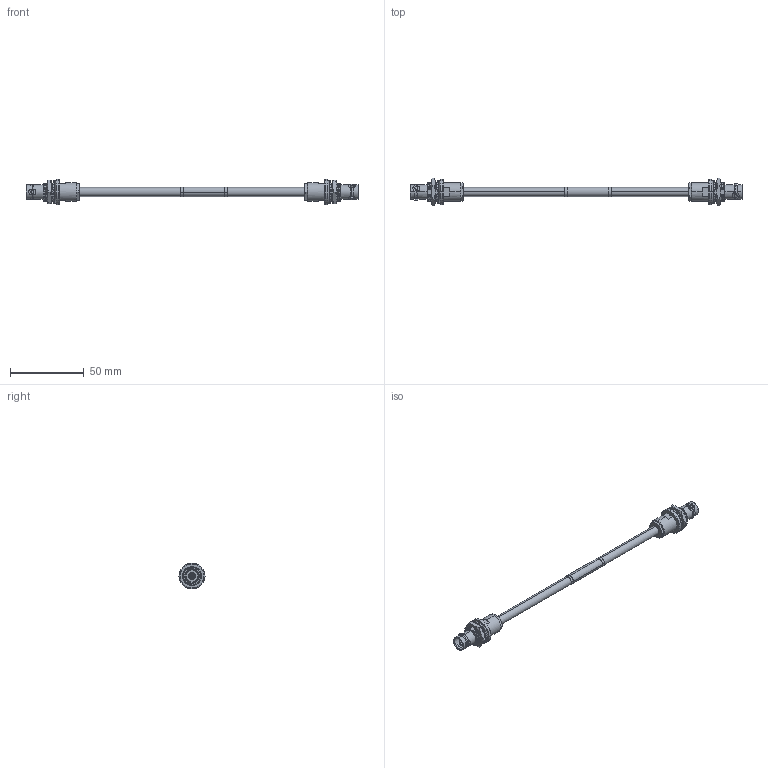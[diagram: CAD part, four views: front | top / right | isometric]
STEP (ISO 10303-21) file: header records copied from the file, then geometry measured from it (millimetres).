
FILE_DESCRIPTION (( 'STEP AP214' ), '1' );
FILE_NAME ('FM3MSA00552_3D.step', '2023-08-21T22:26:45', ( '' ), ( '' ), 'SwSTEP 2.0', 'SolidWorks 2022', '' );
FILE_SCHEMA (( 'AUTOMOTIVE_DESIGN' ));
Length unit declared in the file: inch
Products named in the file (10): Copy of 1AW01-003^FM3MSA00552_.25" x .75" long; Copy of 30-02001^FM3MSA00552_6"; Copy of 10-06577-XXX-MA3^Copy of 10-06577-XXX_FM3MSA00552; Copy of 10-06577-XXX-MA1^Copy of 10-06577-XXX_FM3MSA00552; Copy of 10-06577-XXX-MA5^Copy of 10-06577-XXX_FM3MSA00552; FM3MSA00552_3D; Copy of 10-06577-XXX^FM3MSA00552; Copy of 10-06577-XXX-MA4^Copy of 10-06577-XXX_FM3MSA00552; Copy of 10-06577-XXX-MA6^Copy of 10-06577-XXX_FM3MSA00552; Copy of 10-06577-XXX-MA2^Copy of 10-06577-XXX_FM3MSA00552
Assembly tree (10 placements, depth 3):
  FM3MSA00552_3D
    Copy of 30-02001^FM3MSA00552_6"
    Copy of 10-06577-XXX^FM3MSA00552  x2
      Copy of 10-06577-XXX-MA1^Copy of 10-06577-XXX_FM3MSA00552
      Copy of 10-06577-XXX-MA5^Copy of 10-06577-XXX_FM3MSA00552
      Copy of 10-06577-XXX-MA2^Copy of 10-06577-XXX_FM3MSA00552
      Copy of 10-06577-XXX-MA3^Copy of 10-06577-XXX_FM3MSA00552
      Copy of 10-06577-XXX-MA4^Copy of 10-06577-XXX_FM3MSA00552
      Copy of 10-06577-XXX-MA6^Copy of 10-06577-XXX_FM3MSA00552
    Copy of 1AW01-003^FM3MSA00552_.25" x .75" long
Bounding box: 224.54 x 18.48 x 17.5 mm (x, y, z)
Volume: 10906.7 mm3; surface area: 13924.4 mm2
Topology: 14 solids, 15 shells, 666 faces, 1712 edges, 1100 vertices
Faces by surface type: cylinder 248, plane 196, cone 114, bspline 80, torus 28
Entity records: 27286 total; most frequent: CARTESIAN_POINT 18780, ORIENTED_EDGE 1726, DIRECTION 1506, EDGE_CURVE 863, AXIS2_PLACEMENT_3D 590, VERTEX_POINT 556, EDGE_LOOP 363, ADVANCED_FACE 339
